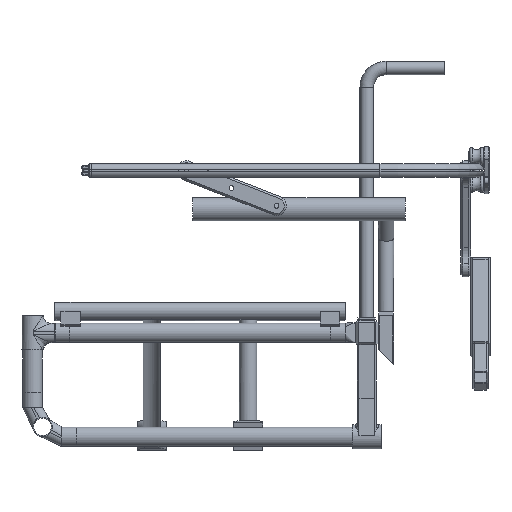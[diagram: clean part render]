
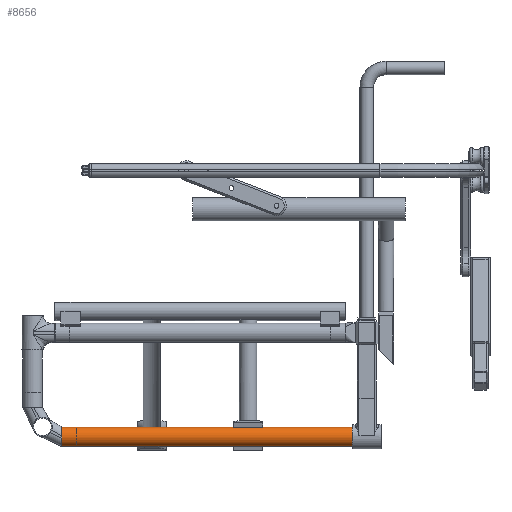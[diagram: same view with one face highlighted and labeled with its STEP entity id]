
A CAD part, left-side view. The second image highlights one B-rep face of the part: STEP entity #8656.
In plain terms, the highlighted cylindrical face has radius 12.7 mm (diameter 25.4 mm), a full revolution.
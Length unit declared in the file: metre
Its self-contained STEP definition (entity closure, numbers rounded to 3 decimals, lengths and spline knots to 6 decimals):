
#3823=ORIENTED_EDGE('',*,*,#5306,.T.);
#3824=ORIENTED_EDGE('',*,*,#5307,.F.);
#5306=EDGE_CURVE('',#6181,#6181,#6682,.T.);
#5307=EDGE_CURVE('',#6182,#6182,#6683,.T.);
#6181=VERTEX_POINT('',#15004);
#6182=VERTEX_POINT('',#15006);
#6682=CIRCLE('',#9819,0.0127);
#6683=CIRCLE('',#9820,0.0127);
#7241=EDGE_LOOP('',(#3823));
#7242=EDGE_LOOP('',(#3824));
#7946=FACE_BOUND('',#7241,.T.);
#7947=FACE_BOUND('',#7242,.T.);
#8250=CYLINDRICAL_SURFACE('',#9818,0.0127);
#8656=ADVANCED_FACE('',(#7946,#7947),#8250,.T.);
#9818=AXIS2_PLACEMENT_3D('',#15002,#11960,#11961);
#9819=AXIS2_PLACEMENT_3D('',#15003,#11962,#11963);
#9820=AXIS2_PLACEMENT_3D('',#15005,#11964,#11965);
#11960=DIRECTION('',(0.,-1.,0.));
#11961=DIRECTION('',(0.,0.,-1.));
#11962=DIRECTION('',(0.,-1.,0.));
#11963=DIRECTION('',(0.,0.,-1.));
#11964=DIRECTION('',(0.,-1.,0.));
#11965=DIRECTION('',(0.,0.,-1.));
#15002=CARTESIAN_POINT('',(0.,0.40005,0.));
#15003=CARTESIAN_POINT('',(0.,0.40005,0.));
#15004=CARTESIAN_POINT('',(0.,0.40005,-0.0127));
#15005=CARTESIAN_POINT('',(0.,-0.01905,0.));
#15006=CARTESIAN_POINT('',(0.,-0.01905,-0.0127));
